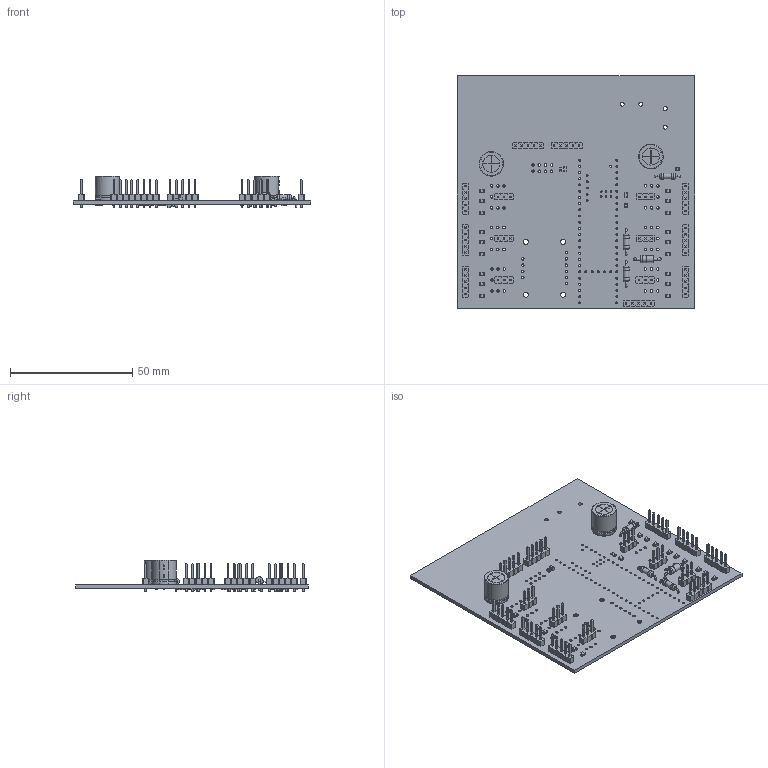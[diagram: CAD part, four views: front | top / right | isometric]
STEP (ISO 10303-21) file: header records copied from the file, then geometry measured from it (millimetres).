
FILE_DESCRIPTION(('KiCad electronic assembly'),'2;1');
FILE_NAME('PF Mark IV.step','2025-11-23T15:46:00',('Pcbnew'),('Kicad'), 'Open CASCADE STEP processor 7.8','KiCad to STEP converter','Unknown' );
FILE_SCHEMA(('AUTOMOTIVE_DESIGN { 1 0 10303 214 1 1 1 1 }'));
Length unit declared in the file: millimetre
Products named in the file (11): PF Mark IV 1; C_0805_2012Metric; LED_0805_2012Metric; PinHeader_1x05_P2.54mm_Vertical; R_0805_2012Metric; PinHeader_1x03_P2.54mm_Vertical; C_0603_1608Metric; R_Axial_DIN0207_L6.3mm_D2.5mm_P10.16mm_Horizontal; CP_Radial_D10.0mm_P5.00mm; D_DO-41_SOD81_P10.16mm_Horizontal; PF Mark IV_PCB
Assembly tree (86 placements, depth 2):
  PF Mark IV 1
    C_0805_2012Metric  x2
    LED_0805_2012Metric  x20
    PinHeader_1x05_P2.54mm_Vertical  x9
    R_0805_2012Metric  x39
    PinHeader_1x03_P2.54mm_Vertical  x6
    C_0603_1608Metric  x3
    R_Axial_DIN0207_L6.3mm_D2.5mm_P10.16mm_Horizontal  x3
    CP_Radial_D10.0mm_P5.00mm  x2
    D_DO-41_SOD81_P10.16mm_Horizontal
    PF Mark IV_PCB
Bounding box: 97 x 95 x 13 mm (x, y, z)
Volume: 16675.7 mm3; surface area: 24887.9 mm2
Topology: 86 solids, 88 shells, 4222 faces, 10754 edges, 6886 vertices
Faces by surface type: plane 3400, cylinder 786, torus 18, bspline 10, revolution 8
Full cylindrical faces by diameter (mm): 0.6 x12, 0.7 x10, 0.75 x5, 0.8 x64, 1 x121, 1.1 x2, 1.6 x4, 2.25 x3, 2.5 x6, 2.7 x2, 2.72 x1
Entity records: 28262 total; most frequent: CARTESIAN_POINT 4809, DIRECTION 4177, ORIENTED_EDGE 3972, EDGE_CURVE 1986, LINE 1405, VECTOR 1405, AXIS2_PLACEMENT_3D 1384, VERTEX_POINT 1294
